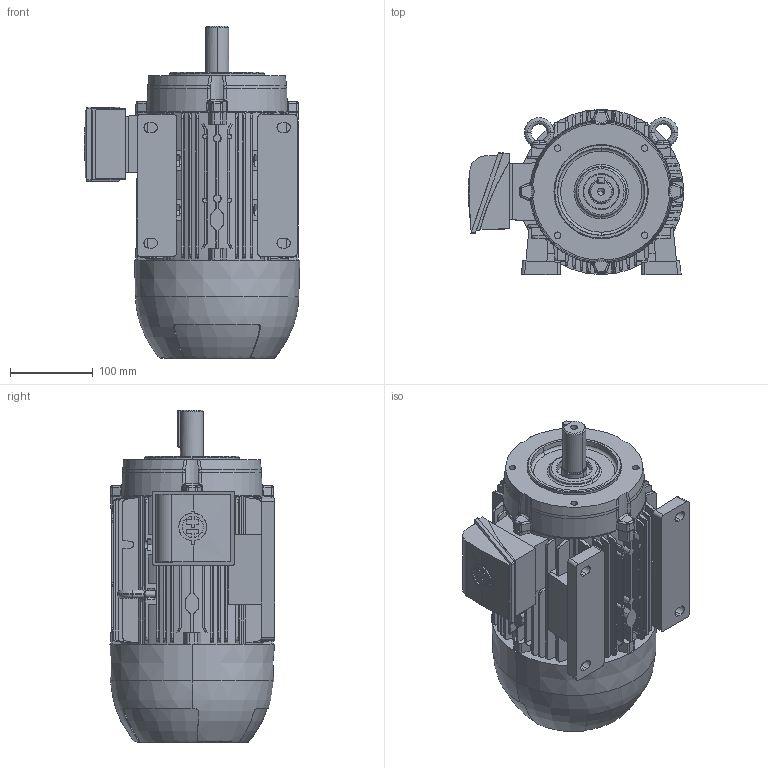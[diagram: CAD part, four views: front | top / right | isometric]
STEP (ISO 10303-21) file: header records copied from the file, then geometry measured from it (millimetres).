
FILE_DESCRIPTION (( 'STEP AP203' ), '1' );
FILE_NAME ('100L_CP_FC_RIGHT.STEP', '2022-06-09T19:23:00', ( '' ), ( '' ), 'SwSTEP 2.0', 'SolidWorks 2020', '' );
FILE_SCHEMA (( 'CONFIG_CONTROL_DESIGN' ));
Length unit declared in the file: millimetre
Products named in the file (10): 500014967_L; 100L_CP_FC_RIGHT; 500014957_10.5007.074; 105032001_10.5032.019- 8 x 7 x 45; 500014958; 105035135_50.5007.681 - FC-149; 00404_50.5307.044; 105012066; 00401_105006110; 00411_50.5203.029
Assembly tree (11 placements, depth 2):
  100L_CP_FC_RIGHT
    00411_50.5203.029
    105032001_10.5032.019- 8 x 7 x 45
    105035135_50.5007.681 - FC-149
    500014967_L
    105012066  x2
    00404_50.5307.044
    00401_105006110  x2
    500014957_10.5007.074
    500014958
Bounding box: 260.94 x 200.04 x 402 mm (x, y, z)
Volume: 9659869.8 mm3; surface area: 669617.7 mm2
Topology: 11 solids, 11 shells, 1475 faces, 3991 edges, 2593 vertices
Faces by surface type: plane 844, cylinder 413, cone 77, bspline 72, torus 61, sphere 8
Entity records: 47219 total; most frequent: CARTESIAN_POINT 11946, ORIENTED_EDGE 7572, DIRECTION 6723, EDGE_CURVE 3786, VERTEX_POINT 2470, LINE 2309, VECTOR 2309, AXIS2_PLACEMENT_3D 2207
